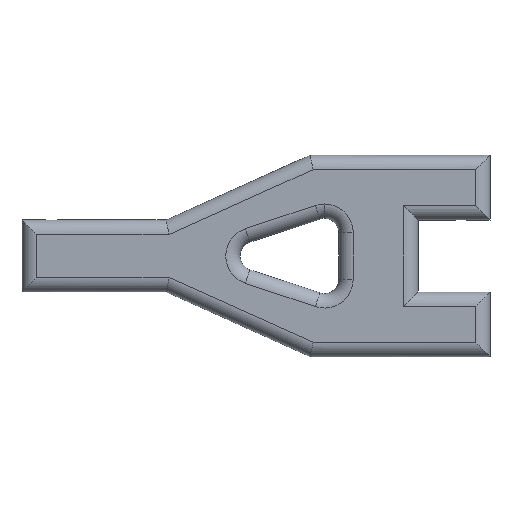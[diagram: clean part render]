
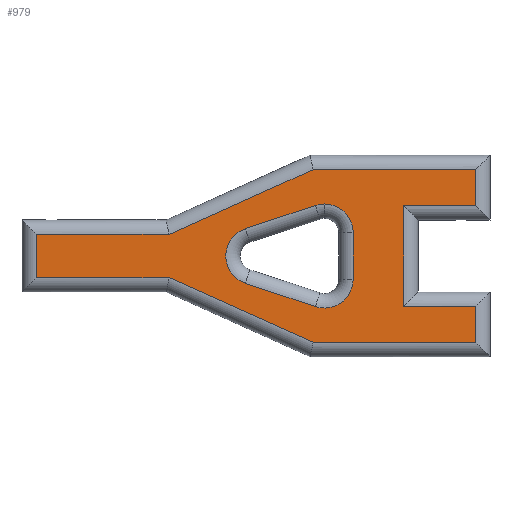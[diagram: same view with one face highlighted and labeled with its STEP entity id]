
A CAD part, front view. The second image highlights one B-rep face of the part: STEP entity #979.
In plain terms, the highlighted planar face has unit normal (0, -1, 0).
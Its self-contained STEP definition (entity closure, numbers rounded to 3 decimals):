
#44 = EDGE_CURVE ( 'NONE', #653, #2319, #899, .T. ) ;
#45 = CARTESIAN_POINT ( 'NONE',  ( 0., 0., 7.523 ) ) ;
#54 = VERTEX_POINT ( 'NONE', #1825 ) ;
#74 = VECTOR ( 'NONE', #588, 1000. ) ;
#93 = VERTEX_POINT ( 'NONE', #1294 ) ;
#106 = EDGE_CURVE ( 'NONE', #93, #1527, #1142, .T. ) ;
#144 = CARTESIAN_POINT ( 'NONE',  ( -36.031, 0., 3.523 ) ) ;
#150 = DIRECTION ( 'NONE',  ( -0.912, 0., -0.41 ) ) ;
#167 = EDGE_CURVE ( 'NONE', #1977, #2329, #392, .T. ) ;
#195 = LINE ( 'NONE', #1987, #1713 ) ;
#197 = DIRECTION ( 'NONE',  ( 0., 0., 1. ) ) ;
#200 = DIRECTION ( 'NONE',  ( -1., 0., 0. ) ) ;
#219 = EDGE_CURVE ( 'NONE', #1091, #54, #1817, .T. ) ;
#246 = VERTEX_POINT ( 'NONE', #461 ) ;
#287 = EDGE_CURVE ( 'NONE', #246, #395, #1399, .T. ) ;
#300 = CARTESIAN_POINT ( 'NONE',  ( -36.031, 0., -2.477 ) ) ;
#302 = VERTEX_POINT ( 'NONE', #1054 ) ;
#318 = CARTESIAN_POINT ( 'NONE',  ( -1.99, 0., 5.984 ) ) ;
#343 = ORIENTED_EDGE ( 'NONE', *, *, #1828, .T. ) ;
#357 = CARTESIAN_POINT ( 'NONE',  ( -6.999, 0., 4.319 ) ) ;
#363 = VECTOR ( 'NONE', #445, 1000. ) ;
#386 = ORIENTED_EDGE ( 'NONE', *, *, #933, .T. ) ;
#392 = LINE ( 'NONE', #45, #2397 ) ;
#393 = LINE ( 'NONE', #943, #1511 ) ;
#395 = VERTEX_POINT ( 'NONE', #1328 ) ;
#408 = ORIENTED_EDGE ( 'NONE', *, *, #1821, .T. ) ;
#417 = EDGE_CURVE ( 'NONE', #1554, #1527, #2081, .T. ) ;
#426 = EDGE_CURVE ( 'NONE', #1554, #1411, #2043, .T. ) ;
#432 = DIRECTION ( 'NONE',  ( -1., 0., 0. ) ) ;
#440 = CARTESIAN_POINT ( 'NONE',  ( 7.969, 0., -2.704 ) ) ;
#445 = DIRECTION ( 'NONE',  ( -1., 0., 0. ) ) ;
#454 = CARTESIAN_POINT ( 'NONE',  ( 0., 0., -6.477 ) ) ;
#457 = EDGE_CURVE ( 'NONE', #1044, #1977, #1858, .T. ) ;
#461 = CARTESIAN_POINT ( 'NONE',  ( 24.969, 0., -11.477 ) ) ;
#479 = CARTESIAN_POINT ( 'NONE',  ( 24.969, 0., 0. ) ) ;
#480 = CARTESIAN_POINT ( 'NONE',  ( 3.969, 0., 7.75 ) ) ;
#520 = VECTOR ( 'NONE', #2106, 1000. ) ;
#521 = ORIENTED_EDGE ( 'NONE', *, *, #287, .T. ) ;
#533 = EDGE_CURVE ( 'NONE', #1747, #246, #2314, .T. ) ;
#569 = CARTESIAN_POINT ( 'NONE',  ( 3.969, 0., -2.704 ) ) ;
#588 = DIRECTION ( 'NONE',  ( 1., 0., 0. ) ) ;
#603 = DIRECTION ( 'NONE',  ( 1., 0., 0. ) ) ;
#631 = VECTOR ( 'NONE', #432, 1000. ) ;
#646 = LINE ( 'NONE', #814, #1350 ) ;
#653 = VERTEX_POINT ( 'NONE', #144 ) ;
#666 = ORIENTED_EDGE ( 'NONE', *, *, #219, .F. ) ;
#671 = AXIS2_PLACEMENT_3D ( 'NONE', #928, #917, #1247 ) ;
#698 = CARTESIAN_POINT ( 'NONE',  ( 24.969, 0., 7.523 ) ) ;
#757 = EDGE_LOOP ( 'NONE', ( #1426, #343, #1124, #666, #1154, #2103, #1032 ) ) ;
#766 = CARTESIAN_POINT ( 'NONE',  ( 0., 0., -2.477 ) ) ;
#771 = ORIENTED_EDGE ( 'NONE', *, *, #1465, .T. ) ;
#777 = LINE ( 'NONE', #2059, #2364 ) ;
#795 = DIRECTION ( 'NONE',  ( 0., 0., -1. ) ) ;
#802 = VECTOR ( 'NONE', #1127, 1000. ) ;
#814 = CARTESIAN_POINT ( 'NONE',  ( 24.969, 0., 0. ) ) ;
#821 = EDGE_CURVE ( 'NONE', #2069, #1747, #777, .T. ) ;
#822 = CARTESIAN_POINT ( 'NONE',  ( 2.407, 0., -11.477 ) ) ;
#829 = EDGE_CURVE ( 'NONE', #2319, #2069, #1132, .T. ) ;
#845 = VECTOR ( 'NONE', #1080, 1000. ) ;
#878 = ORIENTED_EDGE ( 'NONE', *, *, #1240, .T. ) ;
#882 = EDGE_CURVE ( 'NONE', #93, #1091, #1900, .T. ) ;
#887 = VECTOR ( 'NONE', #197, 1000. ) ;
#899 = LINE ( 'NONE', #1860, #845 ) ;
#917 = DIRECTION ( 'NONE',  ( 0., 1., 0. ) ) ;
#928 = CARTESIAN_POINT ( 'NONE',  ( -5.737, 0., 0.523 ) ) ;
#933 = EDGE_CURVE ( 'NONE', #2329, #1051, #646, .T. ) ;
#943 = CARTESIAN_POINT ( 'NONE',  ( 0., 0., 12.523 ) ) ;
#950 = CARTESIAN_POINT ( 'NONE',  ( -1.677, 0., -5.042 ) ) ;
#958 = CARTESIAN_POINT ( 'NONE',  ( 3.969, 0., 3.75 ) ) ;
#979 = ADVANCED_FACE ( 'NONE', ( #1345, #1370 ), #2071, .F. ) ;
#983 = CARTESIAN_POINT ( 'NONE',  ( 2.707, 0., -6.5 ) ) ;
#989 = ORIENTED_EDGE ( 'NONE', *, *, #829, .T. ) ;
#1011 = DIRECTION ( 'NONE',  ( 0., 0., 1. ) ) ;
#1019 = CARTESIAN_POINT ( 'NONE',  ( 3.969, 0., 3.75 ) ) ;
#1032 = ORIENTED_EDGE ( 'NONE', *, *, #417, .F. ) ;
#1035 = CARTESIAN_POINT ( 'NONE',  ( 14.969, 0., -6.477 ) ) ;
#1044 = VERTEX_POINT ( 'NONE', #1035 ) ;
#1051 = VERTEX_POINT ( 'NONE', #1969 ) ;
#1054 = CARTESIAN_POINT ( 'NONE',  ( -17.593, 0., 3.523 ) ) ;
#1080 = DIRECTION ( 'NONE',  ( 0., 0., -1. ) ) ;
#1091 = VERTEX_POINT ( 'NONE', #480 ) ;
#1101 = ORIENTED_EDGE ( 'NONE', *, *, #533, .T. ) ;
#1114 = DIRECTION ( 'NONE',  ( 0., 0., 1. ) ) ;
#1124 = ORIENTED_EDGE ( 'NONE', *, *, #1746, .T. ) ;
#1127 = DIRECTION ( 'NONE',  ( -0.949, 0., 0.316 ) ) ;
#1132 = LINE ( 'NONE', #766, #74 ) ;
#1142 = LINE ( 'NONE', #1151, #2194 ) ;
#1151 = CARTESIAN_POINT ( 'NONE',  ( 7.969, 0., 0. ) ) ;
#1154 = ORIENTED_EDGE ( 'NONE', *, *, #882, .F. ) ;
#1189 = DIRECTION ( 'NONE',  ( 0., 1., 0. ) ) ;
#1196 = VERTEX_POINT ( 'NONE', #357 ) ;
#1201 = ORIENTED_EDGE ( 'NONE', *, *, #167, .T. ) ;
#1240 = EDGE_CURVE ( 'NONE', #1051, #1560, #393, .T. ) ;
#1247 = DIRECTION ( 'NONE',  ( 0., 0., 1. ) ) ;
#1279 = DIRECTION ( 'NONE',  ( 0., -1., 0. ) ) ;
#1294 = CARTESIAN_POINT ( 'NONE',  ( 7.969, 0., 3.75 ) ) ;
#1299 = CARTESIAN_POINT ( 'NONE',  ( 14.969, 0., 7.523 ) ) ;
#1328 = CARTESIAN_POINT ( 'NONE',  ( 24.969, 0., -6.477 ) ) ;
#1345 = FACE_BOUND ( 'NONE', #757, .T. ) ;
#1350 = VECTOR ( 'NONE', #1712, 1000. ) ;
#1359 = LINE ( 'NONE', #2099, #363 ) ;
#1370 = FACE_OUTER_BOUND ( 'NONE', #1391, .T. ) ;
#1375 = DIRECTION ( 'NONE',  ( 0., -1., 0. ) ) ;
#1391 = EDGE_LOOP ( 'NONE', ( #408, #771, #1867, #989, #1459, #1101, #521, #1467, #2390, #1201, #386, #878 ) ) ;
#1392 = DIRECTION ( 'NONE',  ( 1., 0., 0. ) ) ;
#1399 = LINE ( 'NONE', #479, #2275 ) ;
#1411 = VERTEX_POINT ( 'NONE', #1961 ) ;
#1426 = ORIENTED_EDGE ( 'NONE', *, *, #426, .T. ) ;
#1459 = ORIENTED_EDGE ( 'NONE', *, *, #821, .T. ) ;
#1464 = EDGE_CURVE ( 'NONE', #395, #1044, #2283, .T. ) ;
#1465 = EDGE_CURVE ( 'NONE', #302, #653, #1359, .T. ) ;
#1467 = ORIENTED_EDGE ( 'NONE', *, *, #1464, .T. ) ;
#1475 = DIRECTION ( 'NONE',  ( 0., -1., 0. ) ) ;
#1484 = CIRCLE ( 'NONE', #671, 4. ) ;
#1511 = VECTOR ( 'NONE', #200, 1000. ) ;
#1516 = CARTESIAN_POINT ( 'NONE',  ( 14.969, 0., 0. ) ) ;
#1527 = VERTEX_POINT ( 'NONE', #440 ) ;
#1554 = VERTEX_POINT ( 'NONE', #983 ) ;
#1560 = VERTEX_POINT ( 'NONE', #1887 ) ;
#1568 = CARTESIAN_POINT ( 'NONE',  ( 0., 0., 0. ) ) ;
#1602 = CARTESIAN_POINT ( 'NONE',  ( -17.593, 0., -2.477 ) ) ;
#1712 = DIRECTION ( 'NONE',  ( 0., 0., 1. ) ) ;
#1713 = VECTOR ( 'NONE', #150, 1000. ) ;
#1746 = EDGE_CURVE ( 'NONE', #1196, #54, #1978, .T. ) ;
#1747 = VERTEX_POINT ( 'NONE', #822 ) ;
#1763 = DIRECTION ( 'NONE',  ( 0., 0., 1. ) ) ;
#1817 = CIRCLE ( 'NONE', #2121, 4. ) ;
#1821 = EDGE_CURVE ( 'NONE', #1560, #302, #195, .T. ) ;
#1825 = CARTESIAN_POINT ( 'NONE',  ( 2.707, 0., 7.546 ) ) ;
#1828 = EDGE_CURVE ( 'NONE', #1411, #1196, #1484, .T. ) ;
#1840 = DIRECTION ( 'NONE',  ( 0.912, 0., -0.41 ) ) ;
#1855 = AXIS2_PLACEMENT_3D ( 'NONE', #569, #1279, #1114 ) ;
#1858 = LINE ( 'NONE', #1516, #887 ) ;
#1860 = CARTESIAN_POINT ( 'NONE',  ( -36.031, 0., 0. ) ) ;
#1865 = DIRECTION ( 'NONE',  ( 0., 0., 1. ) ) ;
#1867 = ORIENTED_EDGE ( 'NONE', *, *, #44, .T. ) ;
#1887 = CARTESIAN_POINT ( 'NONE',  ( 2.407, 0., 12.523 ) ) ;
#1900 = CIRCLE ( 'NONE', #2162, 4. ) ;
#1901 = AXIS2_PLACEMENT_3D ( 'NONE', #1568, #1189, #1011 ) ;
#1961 = CARTESIAN_POINT ( 'NONE',  ( -6.999, 0., -3.273 ) ) ;
#1969 = CARTESIAN_POINT ( 'NONE',  ( 24.969, 0., 12.523 ) ) ;
#1977 = VERTEX_POINT ( 'NONE', #1299 ) ;
#1978 = LINE ( 'NONE', #318, #520 ) ;
#1987 = CARTESIAN_POINT ( 'NONE',  ( -17.202, 0., 3.699 ) ) ;
#2043 = LINE ( 'NONE', #950, #802 ) ;
#2059 = CARTESIAN_POINT ( 'NONE',  ( -3.89, 0., -8.644 ) ) ;
#2069 = VERTEX_POINT ( 'NONE', #1602 ) ;
#2071 = PLANE ( 'NONE',  #1901 ) ;
#2081 = CIRCLE ( 'NONE', #1855, 4. ) ;
#2090 = CARTESIAN_POINT ( 'NONE',  ( 0., 0., -11.477 ) ) ;
#2099 = CARTESIAN_POINT ( 'NONE',  ( -38.031, 0., 3.523 ) ) ;
#2103 = ORIENTED_EDGE ( 'NONE', *, *, #106, .T. ) ;
#2106 = DIRECTION ( 'NONE',  ( 0.949, 0., 0.316 ) ) ;
#2121 = AXIS2_PLACEMENT_3D ( 'NONE', #1019, #1375, #1763 ) ;
#2162 = AXIS2_PLACEMENT_3D ( 'NONE', #958, #1475, #1865 ) ;
#2194 = VECTOR ( 'NONE', #795, 1000. ) ;
#2275 = VECTOR ( 'NONE', #2335, 1000. ) ;
#2283 = LINE ( 'NONE', #454, #631 ) ;
#2314 = LINE ( 'NONE', #2090, #2400 ) ;
#2319 = VERTEX_POINT ( 'NONE', #300 ) ;
#2329 = VERTEX_POINT ( 'NONE', #698 ) ;
#2335 = DIRECTION ( 'NONE',  ( 0., 0., 1. ) ) ;
#2364 = VECTOR ( 'NONE', #1840, 1000. ) ;
#2390 = ORIENTED_EDGE ( 'NONE', *, *, #457, .T. ) ;
#2397 = VECTOR ( 'NONE', #603, 1000. ) ;
#2400 = VECTOR ( 'NONE', #1392, 1000. ) ;
